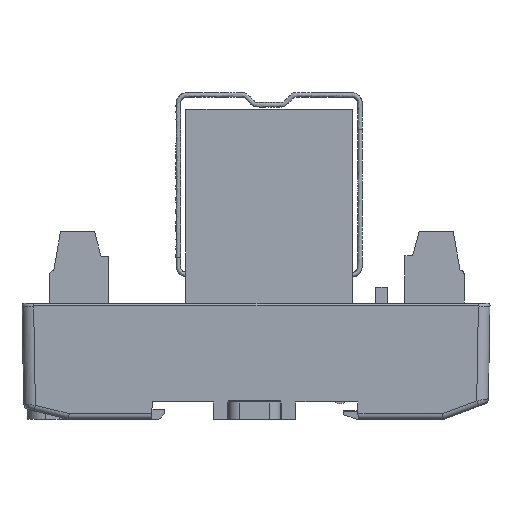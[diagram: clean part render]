
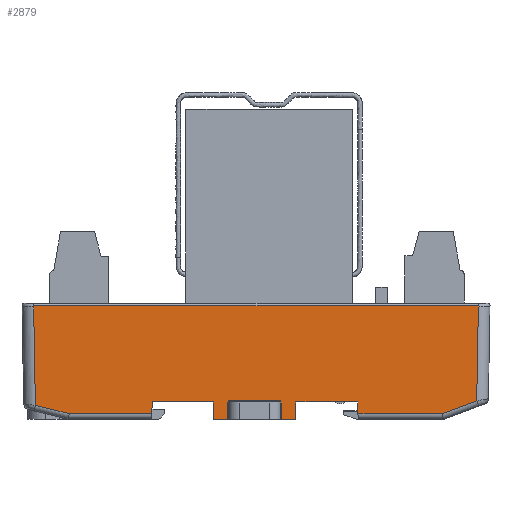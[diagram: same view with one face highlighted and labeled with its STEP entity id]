
A CAD part, left-side view. The second image highlights one B-rep face of the part: STEP entity #2879.
In plain terms, the highlighted planar face has unit normal (-1, 0, -0.018).
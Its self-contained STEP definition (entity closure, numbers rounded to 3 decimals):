
#1861=FACE_OUTER_BOUND('',#10003,.T.);
#2879=ADVANCED_FACE('',(#1861),#3960,.T.);
#3960=PLANE('',#22362);
#5618=LINE('',#31196,#7791);
#5619=LINE('',#31202,#7792);
#5620=LINE('',#31204,#7793);
#5623=LINE('',#31210,#7796);
#5625=LINE('',#31214,#7798);
#5627=LINE('',#31218,#7800);
#5631=LINE('',#31226,#7804);
#5632=LINE('',#31228,#7805);
#5636=LINE('',#31235,#7809);
#5639=LINE('',#31241,#7812);
#5640=LINE('',#31243,#7813);
#5644=LINE('',#31249,#7817);
#5645=LINE('',#31250,#7818);
#5647=LINE('',#31254,#7820);
#5648=LINE('',#31260,#7821);
#5649=LINE('',#31264,#7822);
#5666=LINE('',#31368,#7839);
#5667=LINE('',#31370,#7840);
#5668=LINE('',#31372,#7841);
#7791=VECTOR('',#24889,1.);
#7792=VECTOR('',#24896,1.);
#7793=VECTOR('',#24899,1.);
#7796=VECTOR('',#24904,1.);
#7798=VECTOR('',#24908,1.);
#7800=VECTOR('',#24912,1.);
#7804=VECTOR('',#24918,1.);
#7805=VECTOR('',#24921,1.);
#7809=VECTOR('',#24927,1.);
#7812=VECTOR('',#24932,1.);
#7813=VECTOR('',#24935,1.);
#7817=VECTOR('',#24941,1.);
#7818=VECTOR('',#24942,1.);
#7820=VECTOR('',#24946,1.);
#7821=VECTOR('',#24953,1.);
#7822=VECTOR('',#24958,1.);
#7839=VECTOR('',#25037,1.);
#7840=VECTOR('',#25040,1.);
#7841=VECTOR('',#25041,1.);
#10003=EDGE_LOOP('',(#12840,#12841,#12842,#12843,#12844,#12845,#12846,#12847,
#12848,#12849,#12850,#12851,#12852,#12853,#12854,#12855,#12856,#12857,#12858));
#12840=ORIENTED_EDGE('',*,*,#19770,.T.);
#12841=ORIENTED_EDGE('',*,*,#19771,.T.);
#12842=ORIENTED_EDGE('',*,*,#19772,.T.);
#12843=ORIENTED_EDGE('',*,*,#19737,.T.);
#12844=ORIENTED_EDGE('',*,*,#19735,.T.);
#12845=ORIENTED_EDGE('',*,*,#19732,.T.);
#12846=ORIENTED_EDGE('',*,*,#19730,.F.);
#12847=ORIENTED_EDGE('',*,*,#19725,.F.);
#12848=ORIENTED_EDGE('',*,*,#19724,.T.);
#12849=ORIENTED_EDGE('',*,*,#19721,.F.);
#12850=ORIENTED_EDGE('',*,*,#19717,.T.);
#12851=ORIENTED_EDGE('',*,*,#19716,.F.);
#12852=ORIENTED_EDGE('',*,*,#19712,.F.);
#12853=ORIENTED_EDGE('',*,*,#19710,.T.);
#12854=ORIENTED_EDGE('',*,*,#19708,.T.);
#12855=ORIENTED_EDGE('',*,*,#19729,.F.);
#12856=ORIENTED_EDGE('',*,*,#19705,.T.);
#12857=ORIENTED_EDGE('',*,*,#19704,.T.);
#12858=ORIENTED_EDGE('',*,*,#19701,.T.);
#17494=VERTEX_POINT('',#31177);
#17495=VERTEX_POINT('',#31197);
#17496=VERTEX_POINT('',#31201);
#17497=VERTEX_POINT('',#31205);
#17498=VERTEX_POINT('',#31209);
#17499=VERTEX_POINT('',#31211);
#17500=VERTEX_POINT('',#31215);
#17501=VERTEX_POINT('',#31219);
#17503=VERTEX_POINT('',#31225);
#17504=VERTEX_POINT('',#31229);
#17506=VERTEX_POINT('',#31236);
#17507=VERTEX_POINT('',#31240);
#17508=VERTEX_POINT('',#31244);
#17509=VERTEX_POINT('',#31251);
#17510=VERTEX_POINT('',#31255);
#17511=VERTEX_POINT('',#31259);
#17512=VERTEX_POINT('',#31263);
#17532=VERTEX_POINT('',#31367);
#17533=VERTEX_POINT('',#31371);
#19701=EDGE_CURVE('',#17495,#17494,#5618,.T.);
#19704=EDGE_CURVE('',#17496,#17495,#5619,.T.);
#19705=EDGE_CURVE('',#17497,#17496,#5620,.T.);
#19708=EDGE_CURVE('',#17499,#17498,#5623,.T.);
#19710=EDGE_CURVE('',#17500,#17499,#5625,.T.);
#19712=EDGE_CURVE('',#17500,#17501,#5627,.T.);
#19716=EDGE_CURVE('',#17501,#17503,#5631,.T.);
#19717=EDGE_CURVE('',#17504,#17503,#5632,.T.);
#19721=EDGE_CURVE('',#17504,#17506,#5636,.T.);
#19724=EDGE_CURVE('',#17507,#17506,#5639,.T.);
#19725=EDGE_CURVE('',#17507,#17508,#5640,.T.);
#19729=EDGE_CURVE('',#17497,#17498,#5644,.T.);
#19730=EDGE_CURVE('',#17508,#17509,#5645,.T.);
#19732=EDGE_CURVE('',#17510,#17509,#5647,.T.);
#19735=EDGE_CURVE('',#17511,#17510,#5648,.T.);
#19737=EDGE_CURVE('',#17512,#17511,#5649,.T.);
#19770=EDGE_CURVE('',#17494,#17532,#5666,.T.);
#19771=EDGE_CURVE('',#17532,#17533,#5667,.T.);
#19772=EDGE_CURVE('',#17533,#17512,#5668,.T.);
#22362=AXIS2_PLACEMENT_3D('',#31373,#25042,#25043);
#24889=DIRECTION('',(-0.006,-0.936,0.351));
#24896=DIRECTION('',(0.,-1.,0.));
#24899=DIRECTION('',(0.017,-0.017,-1.));
#24904=DIRECTION('',(-0.017,-0.035,0.999));
#24908=DIRECTION('',(0.,-1.,0.));
#24912=DIRECTION('',(-0.017,0.035,0.999));
#24918=DIRECTION('',(-0.017,0.,1.));
#24921=DIRECTION('',(0.,-1.,0.));
#24927=DIRECTION('',(0.017,0.035,-0.999));
#24932=DIRECTION('',(0.,-1.,0.));
#24935=DIRECTION('',(-0.017,0.035,0.999));
#24941=DIRECTION('',(0.,1.,0.));
#24942=DIRECTION('',(0.,1.,0.));
#24946=DIRECTION('',(-0.017,-0.017,1.));
#24953=DIRECTION('',(0.,-1.,0.));
#24958=DIRECTION('',(0.004,-0.97,-0.243));
#25037=DIRECTION('',(-0.017,-0.017,1.));
#25040=DIRECTION('',(0.,1.,0.));
#25041=DIRECTION('',(0.017,-0.017,-1.));
#25042=DIRECTION('',(-1.,0.,-0.017));
#25043=DIRECTION('',(0.017,0.,-1.));
#31177=CARTESIAN_POINT('',(-27.883,-20.952,143.646));
#31196=CARTESIAN_POINT('',(-27.701,6.76,133.255));
#31197=CARTESIAN_POINT('',(-27.844,-15.064,141.438));
#31201=CARTESIAN_POINT('',(-27.844,-0.554,141.438));
#31202=CARTESIAN_POINT('',(-27.844,16.964,141.438));
#31204=CARTESIAN_POINT('',(-27.869,-0.529,142.827));
#31205=CARTESIAN_POINT('',(-27.88,-0.519,143.456));
#31209=CARTESIAN_POINT('',(-27.88,10.118,143.456));
#31210=CARTESIAN_POINT('',(-27.824,10.228,140.281));
#31211=CARTESIAN_POINT('',(-27.827,10.222,140.456));
#31214=CARTESIAN_POINT('',(-27.827,16.964,140.456));
#31215=CARTESIAN_POINT('',(-27.827,12.568,140.456));
#31218=CARTESIAN_POINT('',(-27.869,12.65,142.828));
#31219=CARTESIAN_POINT('',(-27.88,12.672,143.456));
#31225=CARTESIAN_POINT('',(-27.885,12.672,143.74));
#31226=CARTESIAN_POINT('',(-27.854,12.672,142.004));
#31228=CARTESIAN_POINT('',(-27.885,16.964,143.74));
#31229=CARTESIAN_POINT('',(-27.885,21.762,143.74));
#31235=CARTESIAN_POINT('',(-27.869,21.794,142.828));
#31236=CARTESIAN_POINT('',(-27.827,21.877,140.456));
#31240=CARTESIAN_POINT('',(-27.827,24.222,140.456));
#31241=CARTESIAN_POINT('',(-27.827,16.964,140.456));
#31243=CARTESIAN_POINT('',(-28.172,24.911,160.181));
#31244=CARTESIAN_POINT('',(-27.88,24.327,143.456));
#31249=CARTESIAN_POINT('',(-27.88,16.964,143.456));
#31250=CARTESIAN_POINT('',(-27.88,16.964,143.456));
#31251=CARTESIAN_POINT('',(-27.88,34.813,143.456));
#31254=CARTESIAN_POINT('',(-28.182,34.511,160.765));
#31255=CARTESIAN_POINT('',(-27.844,34.848,141.438));
#31259=CARTESIAN_POINT('',(-27.844,49.05,141.438));
#31260=CARTESIAN_POINT('',(-27.844,16.964,141.438));
#31263=CARTESIAN_POINT('',(-27.87,54.867,142.893));
#31264=CARTESIAN_POINT('',(-27.732,23.329,135.008));
#31367=CARTESIAN_POINT('',(-28.167,-21.236,159.947));
#31368=CARTESIAN_POINT('',(-28.165,-21.234,159.792));
#31370=CARTESIAN_POINT('',(-28.167,55.173,159.947));
#31371=CARTESIAN_POINT('',(-28.167,55.165,159.947));
#31372=CARTESIAN_POINT('',(-27.861,54.859,142.412));
#31373=CARTESIAN_POINT('',(-28.176,16.964,160.458));
